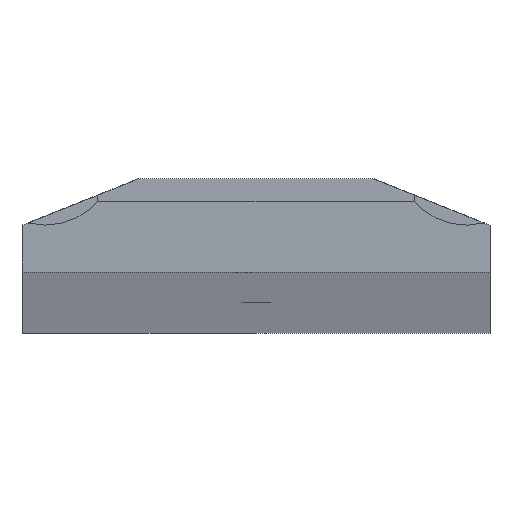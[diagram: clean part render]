
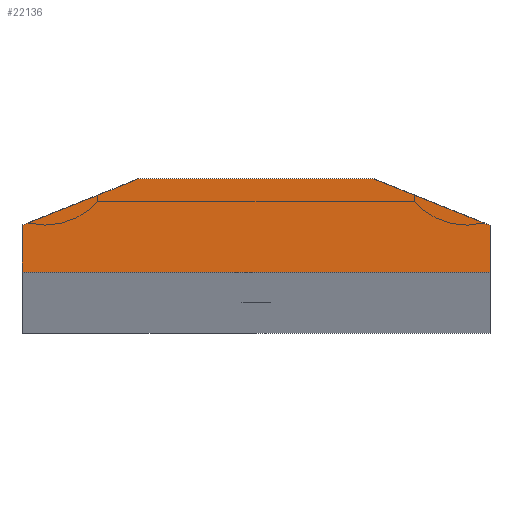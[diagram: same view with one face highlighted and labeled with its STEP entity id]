
A CAD part, top view. The second image highlights one B-rep face of the part: STEP entity #22136.
In plain terms, the highlighted planar face has unit normal (0, 0, 1).
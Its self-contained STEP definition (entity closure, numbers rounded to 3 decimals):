
#5024 = VECTOR ( 'NONE', #47723, 1000. ) ;
#5864 = EDGE_CURVE ( 'NONE', #48149, #26603, #8709, .T. ) ;
#6386 = FACE_OUTER_BOUND ( 'NONE', #29740, .T. ) ;
#8061 = EDGE_CURVE ( 'NONE', #36694, #48992, #46678, .T. ) ;
#8067 = CARTESIAN_POINT ( 'NONE',  ( -20., 0., 1500. ) ) ;
#8090 = CARTESIAN_POINT ( 'NONE',  ( -20., -4., 1500. ) ) ;
#8709 = LINE ( 'NONE', #19070, #23601 ) ;
#8875 = CARTESIAN_POINT ( 'NONE',  ( 20., 0., 1500. ) ) ;
#9955 = CARTESIAN_POINT ( 'NONE',  ( -20., 0., 1500. ) ) ;
#11897 = DIRECTION ( 'NONE',  ( 1., 0., 0. ) ) ;
#14062 = ORIENTED_EDGE ( 'NONE', *, *, #16617, .F. ) ;
#14119 = DIRECTION ( 'NONE',  ( 0., 1., 0. ) ) ;
#14866 = EDGE_CURVE ( 'NONE', #26603, #48992, #20941, .T. ) ;
#15316 = CARTESIAN_POINT ( 'NONE',  ( 0., 0., 1500. ) ) ;
#16617 = EDGE_CURVE ( 'NONE', #34068, #47119, #20304, .T. ) ;
#18508 = CARTESIAN_POINT ( 'NONE',  ( 10., 4., 1500. ) ) ;
#18808 = PLANE ( 'NONE',  #23818 ) ;
#19070 = CARTESIAN_POINT ( 'NONE',  ( -20., -4., 1500. ) ) ;
#19339 = CARTESIAN_POINT ( 'NONE',  ( -20., -4., 1500. ) ) ;
#19341 = CARTESIAN_POINT ( 'NONE',  ( 20., -4., 1500. ) ) ;
#20304 = LINE ( 'NONE', #8067, #37538 ) ;
#20527 = ORIENTED_EDGE ( 'NONE', *, *, #14866, .T. ) ;
#20941 = LINE ( 'NONE', #39713, #28060 ) ;
#22136 = ADVANCED_FACE ( 'NONE', ( #6386 ), #18808, .F. ) ;
#23601 = VECTOR ( 'NONE', #11897, 1000. ) ;
#23818 = AXIS2_PLACEMENT_3D ( 'NONE', #15316, #45661, #49199 ) ;
#24264 = DIRECTION ( 'NONE',  ( -1., 0., 0. ) ) ;
#24429 = EDGE_CURVE ( 'NONE', #36694, #47119, #26637, .T. ) ;
#24549 = CARTESIAN_POINT ( 'NONE',  ( 20., 0., 1500. ) ) ;
#26209 = LINE ( 'NONE', #19339, #32149 ) ;
#26603 = VERTEX_POINT ( 'NONE', #19341 ) ;
#26637 = LINE ( 'NONE', #43335, #46814 ) ;
#28060 = VECTOR ( 'NONE', #14119, 1000. ) ;
#29740 = EDGE_LOOP ( 'NONE', ( #20527, #45322, #47700, #14062, #34874, #39566 ) ) ;
#29892 = CARTESIAN_POINT ( 'NONE',  ( -10., 4., 1500. ) ) ;
#32149 = VECTOR ( 'NONE', #38415, 1000. ) ;
#34068 = VERTEX_POINT ( 'NONE', #9955 ) ;
#34774 = EDGE_CURVE ( 'NONE', #34068, #48149, #26209, .T. ) ;
#34874 = ORIENTED_EDGE ( 'NONE', *, *, #34774, .T. ) ;
#36694 = VERTEX_POINT ( 'NONE', #18508 ) ;
#37538 = VECTOR ( 'NONE', #39005, 1000. ) ;
#38415 = DIRECTION ( 'NONE',  ( 0., -1., 0. ) ) ;
#39005 = DIRECTION ( 'NONE',  ( 0.928, 0.371, 0. ) ) ;
#39566 = ORIENTED_EDGE ( 'NONE', *, *, #5864, .T. ) ;
#39713 = CARTESIAN_POINT ( 'NONE',  ( 20., -4., 1500. ) ) ;
#43335 = CARTESIAN_POINT ( 'NONE',  ( -20., 4., 1500. ) ) ;
#45322 = ORIENTED_EDGE ( 'NONE', *, *, #8061, .F. ) ;
#45661 = DIRECTION ( 'NONE',  ( 0., 0., -1. ) ) ;
#46678 = LINE ( 'NONE', #24549, #5024 ) ;
#46814 = VECTOR ( 'NONE', #24264, 1000. ) ;
#47119 = VERTEX_POINT ( 'NONE', #29892 ) ;
#47700 = ORIENTED_EDGE ( 'NONE', *, *, #24429, .T. ) ;
#47723 = DIRECTION ( 'NONE',  ( 0.928, -0.371, 0. ) ) ;
#48149 = VERTEX_POINT ( 'NONE', #8090 ) ;
#48992 = VERTEX_POINT ( 'NONE', #8875 ) ;
#49199 = DIRECTION ( 'NONE',  ( -1., 0., 0. ) ) ;
